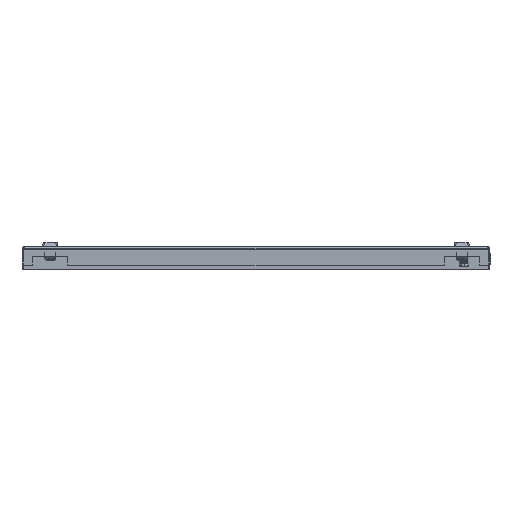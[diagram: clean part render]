
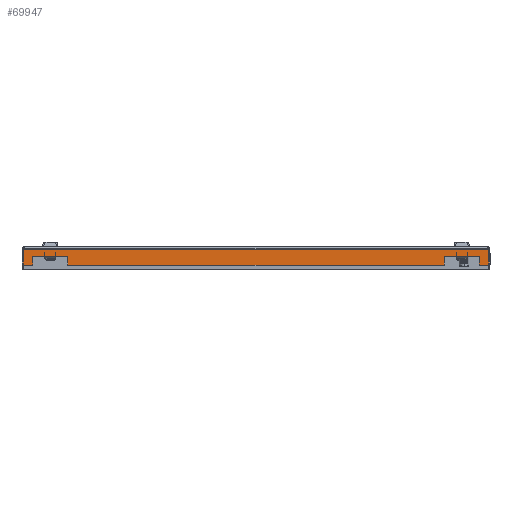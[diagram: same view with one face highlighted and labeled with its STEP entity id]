
A CAD part, left-side view. The second image highlights one B-rep face of the part: STEP entity #69947.
In plain terms, the highlighted planar face has unit normal (-1, 0, 0).
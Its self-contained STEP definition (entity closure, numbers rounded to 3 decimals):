
#575 = LINE ( 'NONE', #61926, #588 ) ;
#581 = LINE ( 'NONE', #61974, #584 ) ;
#583 = LINE ( 'NONE', #61979, #586 ) ;
#584 = VECTOR ( 'NONE', #61977, 1000. ) ;
#586 = VECTOR ( 'NONE', #61983, 1000. ) ;
#587 = LINE ( 'NONE', #61989, #590 ) ;
#588 = VECTOR ( 'NONE', #61985, 1000. ) ;
#589 = LINE ( 'NONE', #61964, #592 ) ;
#590 = VECTOR ( 'NONE', #61992, 1000. ) ;
#591 = LINE ( 'NONE', #61944, #594 ) ;
#592 = VECTOR ( 'NONE', #61967, 1000. ) ;
#593 = LINE ( 'NONE', #61954, #596 ) ;
#594 = VECTOR ( 'NONE', #61947, 1000. ) ;
#595 = LINE ( 'NONE', #61949, #598 ) ;
#596 = VECTOR ( 'NONE', #61957, 1000. ) ;
#597 = LINE ( 'NONE', #62697, #600 ) ;
#598 = VECTOR ( 'NONE', #61952, 1000. ) ;
#599 = LINE ( 'NONE', #62504, #602 ) ;
#600 = VECTOR ( 'NONE', #62701, 1000. ) ;
#601 = LINE ( 'NONE', #62498, #604 ) ;
#602 = VECTOR ( 'NONE', #62509, 1000. ) ;
#603 = LINE ( 'NONE', #62492, #605 ) ;
#604 = VECTOR ( 'NONE', #62501, 1000. ) ;
#605 = VECTOR ( 'NONE', #62496, 1000. ) ;
#906 = FACE_OUTER_BOUND ( 'NONE', #29046, .T. ) ;
#21301 = ORIENTED_EDGE ( 'NONE', *, *, #55750, .T. ) ;
#21302 = ORIENTED_EDGE ( 'NONE', *, *, #55749, .T. ) ;
#21303 = ORIENTED_EDGE ( 'NONE', *, *, #55748, .F. ) ;
#22596 = DIRECTION ( 'NONE',  ( 1., 0., 0. ) ) ;
#22600 = CARTESIAN_POINT ( 'NONE',  ( -332.5, -198., 0. ) ) ;
#22603 = PLANE ( 'NONE',  #71468 ) ;
#22607 = DIRECTION ( 'NONE',  ( 0., 1., 0. ) ) ;
#28280 = VERTEX_POINT ( 'NONE', #37215 ) ;
#28284 = VERTEX_POINT ( 'NONE', #37213 ) ;
#28320 = VERTEX_POINT ( 'NONE', #37191 ) ;
#28330 = VERTEX_POINT ( 'NONE', #37185 ) ;
#28334 = VERTEX_POINT ( 'NONE', #37183 ) ;
#28337 = VERTEX_POINT ( 'NONE', #37181 ) ;
#28340 = VERTEX_POINT ( 'NONE', #37179 ) ;
#28344 = VERTEX_POINT ( 'NONE', #37177 ) ;
#28347 = VERTEX_POINT ( 'NONE', #37175 ) ;
#28350 = VERTEX_POINT ( 'NONE', #37173 ) ;
#28354 = VERTEX_POINT ( 'NONE', #37171 ) ;
#28357 = VERTEX_POINT ( 'NONE', #37169 ) ;
#29046 = EDGE_LOOP ( 'NONE', ( #94191, #94187, #94184, #94179, #94175, #94173, #94170, #94166, #94162, #21301, #21302, #21303 ) ) ;
#37169 = CARTESIAN_POINT ( 'NONE',  ( -332.5, -198., -14. ) ) ;
#37171 = CARTESIAN_POINT ( 'NONE',  ( -332.5, -190., -14. ) ) ;
#37173 = CARTESIAN_POINT ( 'NONE',  ( -332.5, -190., -6.5 ) ) ;
#37175 = CARTESIAN_POINT ( 'NONE',  ( -332.5, -160., -6.5 ) ) ;
#37177 = CARTESIAN_POINT ( 'NONE',  ( -332.5, -160., -14. ) ) ;
#37179 = CARTESIAN_POINT ( 'NONE',  ( -332.5, 160., -14. ) ) ;
#37181 = CARTESIAN_POINT ( 'NONE',  ( -332.5, 160., -6.5 ) ) ;
#37183 = CARTESIAN_POINT ( 'NONE',  ( -332.5, 190., -6.5 ) ) ;
#37185 = CARTESIAN_POINT ( 'NONE',  ( -332.5, 190., -14. ) ) ;
#37191 = CARTESIAN_POINT ( 'NONE',  ( -332.5, 198., -14. ) ) ;
#37213 = CARTESIAN_POINT ( 'NONE',  ( -332.5, -198., -0.75 ) ) ;
#37215 = CARTESIAN_POINT ( 'NONE',  ( -332.5, 198., -0.75 ) ) ;
#55748 = EDGE_CURVE ( 'NONE', #28284, #28357, #581, .T. ) ;
#55749 = EDGE_CURVE ( 'NONE', #28354, #28357, #583, .T. ) ;
#55750 = EDGE_CURVE ( 'NONE', #28350, #28354, #575, .T. ) ;
#55751 = EDGE_CURVE ( 'NONE', #28347, #28350, #587, .T. ) ;
#55752 = EDGE_CURVE ( 'NONE', #28344, #28347, #589, .T. ) ;
#55753 = EDGE_CURVE ( 'NONE', #28340, #28344, #591, .T. ) ;
#55754 = EDGE_CURVE ( 'NONE', #28337, #28340, #593, .T. ) ;
#55755 = EDGE_CURVE ( 'NONE', #28334, #28337, #595, .T. ) ;
#55756 = EDGE_CURVE ( 'NONE', #28330, #28334, #597, .T. ) ;
#55757 = EDGE_CURVE ( 'NONE', #28320, #28330, #599, .T. ) ;
#55758 = EDGE_CURVE ( 'NONE', #28280, #28320, #601, .T. ) ;
#55759 = EDGE_CURVE ( 'NONE', #28280, #28284, #603, .T. ) ;
#61926 = CARTESIAN_POINT ( 'NONE',  ( -332.5, -190., -14. ) ) ;
#61944 = CARTESIAN_POINT ( 'NONE',  ( -332.5, -198., -14. ) ) ;
#61947 = DIRECTION ( 'NONE',  ( 0., -1., 0. ) ) ;
#61949 = CARTESIAN_POINT ( 'NONE',  ( -332.5, 190., -6.5 ) ) ;
#61952 = DIRECTION ( 'NONE',  ( 0., -1., 0. ) ) ;
#61954 = CARTESIAN_POINT ( 'NONE',  ( -332.5, 160., -14. ) ) ;
#61957 = DIRECTION ( 'NONE',  ( 0., 0., -1. ) ) ;
#61964 = CARTESIAN_POINT ( 'NONE',  ( -332.5, -160., -14. ) ) ;
#61967 = DIRECTION ( 'NONE',  ( 0., 0., 1. ) ) ;
#61974 = CARTESIAN_POINT ( 'NONE',  ( -332.5, -197.999, 395.475 ) ) ;
#61977 = DIRECTION ( 'NONE',  ( 0., 0., -1. ) ) ;
#61979 = CARTESIAN_POINT ( 'NONE',  ( -332.5, -198., -14. ) ) ;
#61983 = DIRECTION ( 'NONE',  ( 0., -1., 0. ) ) ;
#61985 = DIRECTION ( 'NONE',  ( 0., 0., -1. ) ) ;
#61989 = CARTESIAN_POINT ( 'NONE',  ( -332.5, -190., -6.5 ) ) ;
#61992 = DIRECTION ( 'NONE',  ( 0., -1., 0. ) ) ;
#62492 = CARTESIAN_POINT ( 'NONE',  ( -332.5, 396.005, -0.75 ) ) ;
#62496 = DIRECTION ( 'NONE',  ( 0., -1., 0. ) ) ;
#62498 = CARTESIAN_POINT ( 'NONE',  ( -332.5, 197.999, 395.472 ) ) ;
#62501 = DIRECTION ( 'NONE',  ( 0., 0., -1. ) ) ;
#62504 = CARTESIAN_POINT ( 'NONE',  ( -332.5, -198., -14. ) ) ;
#62509 = DIRECTION ( 'NONE',  ( 0., -1., 0. ) ) ;
#62697 = CARTESIAN_POINT ( 'NONE',  ( -332.5, 190., -14. ) ) ;
#62701 = DIRECTION ( 'NONE',  ( 0., 0., 1. ) ) ;
#69947 = ADVANCED_FACE ( 'NONE', ( #906 ), #22603, .F. ) ;
#71468 = AXIS2_PLACEMENT_3D ( 'NONE', #22600, #22596, #22607 ) ;
#94162 = ORIENTED_EDGE ( 'NONE', *, *, #55751, .T. ) ;
#94166 = ORIENTED_EDGE ( 'NONE', *, *, #55752, .T. ) ;
#94170 = ORIENTED_EDGE ( 'NONE', *, *, #55753, .T. ) ;
#94173 = ORIENTED_EDGE ( 'NONE', *, *, #55754, .T. ) ;
#94175 = ORIENTED_EDGE ( 'NONE', *, *, #55755, .T. ) ;
#94179 = ORIENTED_EDGE ( 'NONE', *, *, #55756, .T. ) ;
#94184 = ORIENTED_EDGE ( 'NONE', *, *, #55757, .T. ) ;
#94187 = ORIENTED_EDGE ( 'NONE', *, *, #55758, .T. ) ;
#94191 = ORIENTED_EDGE ( 'NONE', *, *, #55759, .F. ) ;
